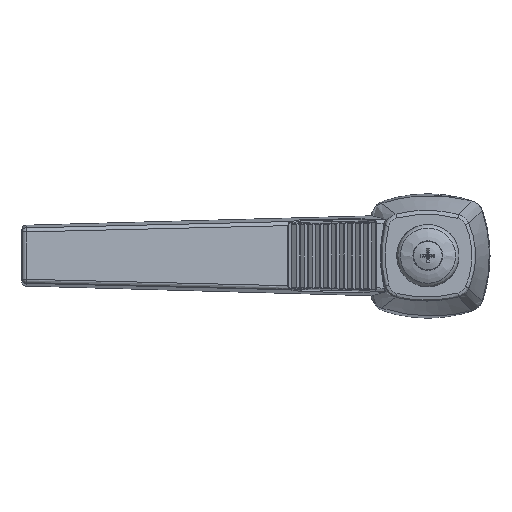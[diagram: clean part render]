
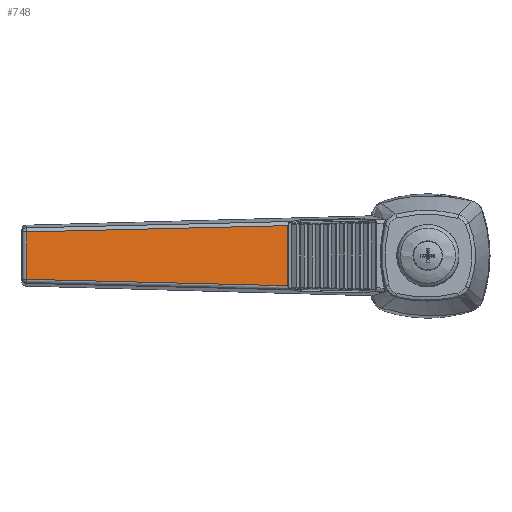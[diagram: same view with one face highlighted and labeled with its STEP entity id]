
A CAD part, top view. The second image highlights one B-rep face of the part: STEP entity #748.
In plain terms, the highlighted planar face has unit normal (0.167, 0, 0.986).
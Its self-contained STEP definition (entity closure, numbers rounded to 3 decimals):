
#748 = ADVANCED_FACE( '', ( #1643 ), #1644, .T. );
#1643 = FACE_OUTER_BOUND( '', #6609, .T. );
#1644 = PLANE( '', #6610 );
#6609 = EDGE_LOOP( '', ( #10976, #10977, #10978, #10979 ) );
#6610 = AXIS2_PLACEMENT_3D( '', #10980, #10981, #10982 );
#10976 = ORIENTED_EDGE( '', *, *, #12583, .T. );
#10977 = ORIENTED_EDGE( '', *, *, #12170, .T. );
#10978 = ORIENTED_EDGE( '', *, *, #12642, .T. );
#10979 = ORIENTED_EDGE( '', *, *, #12643, .T. );
#10980 = CARTESIAN_POINT( '', ( -7.346, 9., 38.229 ) );
#10981 = DIRECTION( '', ( 0.167, 0., 0.986 ) );
#10982 = DIRECTION( '', ( 0.986, 0., -0.167 ) );
#12170 = EDGE_CURVE( '', #13425, #13440, #13442, .T. );
#12583 = EDGE_CURVE( '', #13880, #13425, #14017, .T. );
#12642 = EDGE_CURVE( '', #13440, #13708, #14084, .T. );
#12643 = EDGE_CURVE( '', #13708, #13880, #14085, .F. );
#13425 = VERTEX_POINT( '', #15977 );
#13440 = VERTEX_POINT( '', #16031 );
#13442 = LINE( '', #16033, #16034 );
#13708 = VERTEX_POINT( '', #16679 );
#13880 = VERTEX_POINT( '', #17267 );
#14017 = B_SPLINE_CURVE_WITH_KNOTS( '', 3, ( #17517, #17518, #17519, #17520, #17521, #17522, #17523, #17524 ), .UNSPECIFIED., .F., .F., ( 4, 2, 2, 4 ), ( 0., 0.016, 0.033, 0.066 ), .UNSPECIFIED. );
#14084 = B_SPLINE_CURVE_WITH_KNOTS( '', 3, ( #17644, #17645, #17646, #17647, #17648, #17649, #17650, #17651 ), .UNSPECIFIED., .F., .F., ( 4, 2, 2, 4 ), ( 0., 0.033, 0.049, 0.066 ), .UNSPECIFIED. );
#14085 = LINE( '', #17652, #17653 );
#15977 = CARTESIAN_POINT( '', ( -34.597, -7.427, 42.85 ) );
#16031 = CARTESIAN_POINT( '', ( -34.597, 7.427, 42.85 ) );
#16033 = CARTESIAN_POINT( '', ( -34.597, 9., 42.85 ) );
#16034 = VECTOR( '', #18835, 1000. );
#16679 = CARTESIAN_POINT( '', ( -99.183, 5.857, 53.802 ) );
#17267 = CARTESIAN_POINT( '', ( -99.183, -5.857, 53.802 ) );
#17517 = CARTESIAN_POINT( '', ( -99.183, -5.857, 53.802 ) );
#17518 = CARTESIAN_POINT( '', ( -93.801, -5.986, 52.889 ) );
#17519 = CARTESIAN_POINT( '', ( -88.418, -6.116, 51.977 ) );
#17520 = CARTESIAN_POINT( '', ( -77.654, -6.377, 50.151 ) );
#17521 = CARTESIAN_POINT( '', ( -72.272, -6.508, 49.239 ) );
#17522 = CARTESIAN_POINT( '', ( -56.125, -6.901, 46.501 ) );
#17523 = CARTESIAN_POINT( '', ( -45.361, -7.163, 44.675 ) );
#17524 = CARTESIAN_POINT( '', ( -34.597, -7.427, 42.85 ) );
#17644 = CARTESIAN_POINT( '', ( -34.597, 7.427, 42.85 ) );
#17645 = CARTESIAN_POINT( '', ( -45.361, 7.163, 44.675 ) );
#17646 = CARTESIAN_POINT( '', ( -56.125, 6.901, 46.501 ) );
#17647 = CARTESIAN_POINT( '', ( -72.272, 6.508, 49.239 ) );
#17648 = CARTESIAN_POINT( '', ( -77.654, 6.377, 50.151 ) );
#17649 = CARTESIAN_POINT( '', ( -88.418, 6.116, 51.977 ) );
#17650 = CARTESIAN_POINT( '', ( -93.801, 5.986, 52.889 ) );
#17651 = CARTESIAN_POINT( '', ( -99.183, 5.857, 53.802 ) );
#17652 = CARTESIAN_POINT( '', ( -99.183, -6.7, 53.802 ) );
#17653 = VECTOR( '', #19428, 1000. );
#18835 = DIRECTION( '', ( 0., 1., 0. ) );
#19428 = DIRECTION( '', ( 0., 1., 0. ) );
